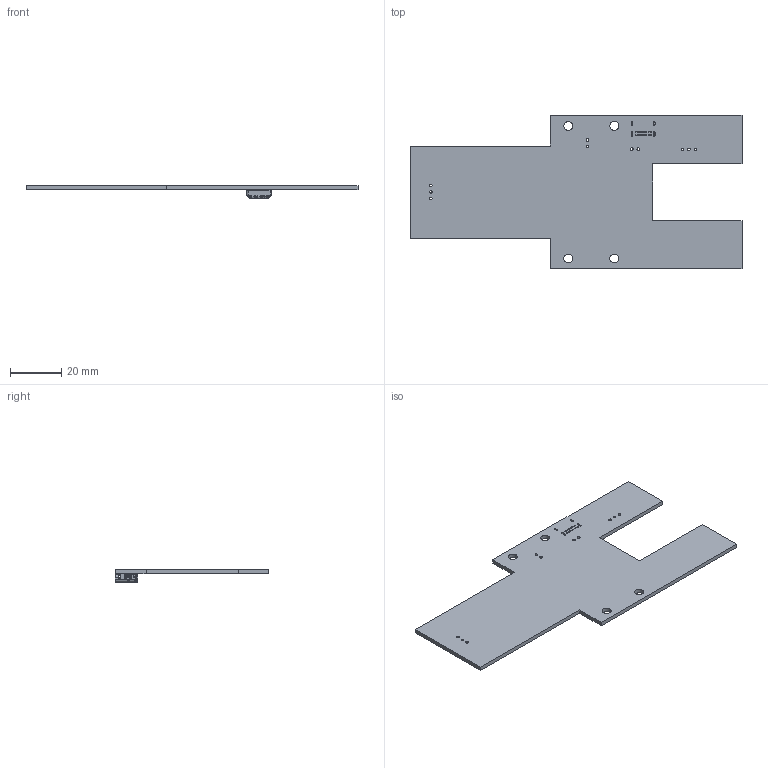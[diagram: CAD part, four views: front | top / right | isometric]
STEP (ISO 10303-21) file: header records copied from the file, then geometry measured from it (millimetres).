
FILE_DESCRIPTION(('KiCad electronic assembly'),'2;1');
FILE_NAME('SHERPENT20250113.step','2025-01-27T09:05:12',('Pcbnew'),( 'Kicad'),'Open CASCADE STEP processor 7.6','KiCad to STEP converter' ,'Unknown');
FILE_SCHEMA(('AUTOMOTIVE_DESIGN { 1 0 10303 214 1 1 1 1 }'));
Length unit declared in the file: millimetre
Products named in the file (4): SHERPENT20250113 1; 2137160001; _autosave-SHERPENT20250113_PCB
Assembly tree (3 placements, depth 3):
  SHERPENT20250113 1
    2137160001
      2137160001
    _autosave-SHERPENT20250113_PCB
Bounding box: 130.18 x 60.33 x 5.07 mm (x, y, z)
Volume: 9240.8 mm3; surface area: 12829.2 mm2
Topology: 2 solids, 4 shells, 1039 faces, 3526 edges, 2559 vertices
Faces by surface type: plane 669, cylinder 322, sphere 20, cone 12, torus 8, bspline 8
Full cylindrical faces by diameter (mm): 0.4 x16, 1 x10, 3.5 x4
Entity records: 40300 total; most frequent: CARTESIAN_POINT 8555, ORIENTED_EDGE 6886, DIRECTION 6574, EDGE_CURVE 3443, VERTEX_POINT 2431, AXIS2_PLACEMENT_3D 2219, LINE 2136, VECTOR 2136
